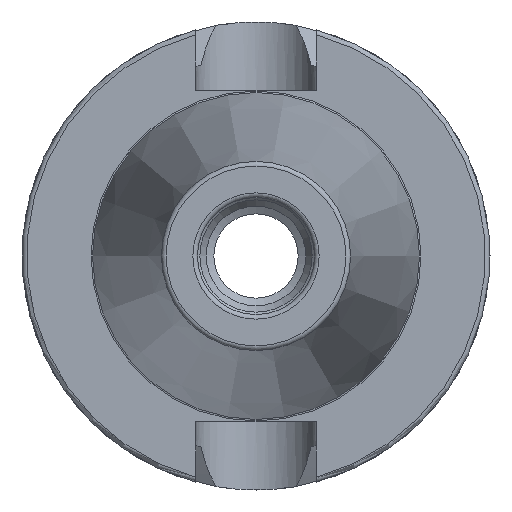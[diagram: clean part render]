
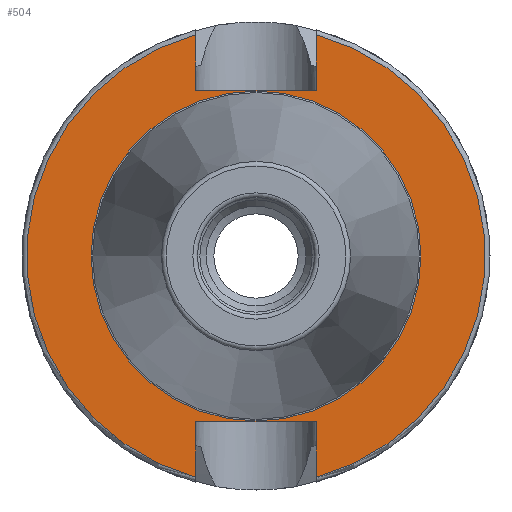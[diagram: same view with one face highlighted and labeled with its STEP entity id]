
A CAD part, left-side view. The second image highlights one B-rep face of the part: STEP entity #504.
In plain terms, the highlighted planar face has unit normal (-1, 0, 0).
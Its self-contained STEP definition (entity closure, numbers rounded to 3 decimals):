
#201=CARTESIAN_POINT('',(3.,-12.85,-47.285));
#202=VERTEX_POINT('',#201);
#218=CARTESIAN_POINT('',(3.,-12.85,-35.4));
#219=VERTEX_POINT('',#218);
#220=CARTESIAN_POINT('',(3.,-12.85,-35.4));
#221=DIRECTION('',(0.0,0.0,-1.0));
#222=VECTOR('',#221,11.885);
#223=LINE('',#220,#222);
#224=EDGE_CURVE('',#219,#202,#223,.T.);
#364=CARTESIAN_POINT('',(3.,12.85,-47.285));
#365=VERTEX_POINT('',#364);
#409=CARTESIAN_POINT('',(3.,12.85,-35.4));
#410=VERTEX_POINT('',#409);
#417=CARTESIAN_POINT('',(3.,12.85,-47.285));
#418=DIRECTION('',(0.0,0.0,1.0));
#419=VECTOR('',#418,11.885);
#420=LINE('',#417,#419);
#421=EDGE_CURVE('',#365,#410,#420,.T.);
#434=CARTESIAN_POINT('',(3.,12.85,-35.4));
#435=DIRECTION('',(0.0,-1.0,0.0));
#436=VECTOR('',#435,25.7);
#437=LINE('',#434,#436);
#438=EDGE_CURVE('',#410,#219,#437,.T.);
#443=CARTESIAN_POINT('',(3.,42.125,0.0));
#444=DIRECTION('',(-1.0,0.0,0.0));
#445=DIRECTION('',(0.0,0.0,1.0));
#446=AXIS2_PLACEMENT_3D('',#443,#444,#445);
#447=PLANE('',#446);
#448=ORIENTED_EDGE('',*,*,#421,.T.);
#449=ORIENTED_EDGE('',*,*,#438,.T.);
#450=ORIENTED_EDGE('',*,*,#224,.T.);
#451=CARTESIAN_POINT('',(3.,-12.85,47.285));
#452=VERTEX_POINT('',#451);
#453=CARTESIAN_POINT('',(3.,0.0,0.0));
#454=DIRECTION('',(1.0,0.0,0.0));
#455=DIRECTION('',(0.0,1.0,0.0));
#456=AXIS2_PLACEMENT_3D('',#453,#454,#455);
#457=CIRCLE('',#456,49.0);
#458=EDGE_CURVE('',#452,#202,#457,.T.);
#459=ORIENTED_EDGE('',*,*,#458,.F.);
#460=CARTESIAN_POINT('',(3.,-12.85,35.4));
#461=VERTEX_POINT('',#460);
#462=CARTESIAN_POINT('',(3.,-12.85,47.285));
#463=DIRECTION('',(0.0,0.0,-1.0));
#464=VECTOR('',#463,11.885);
#465=LINE('',#462,#464);
#466=EDGE_CURVE('',#452,#461,#465,.T.);
#467=ORIENTED_EDGE('',*,*,#466,.T.);
#468=CARTESIAN_POINT('',(3.,12.85,35.4));
#469=VERTEX_POINT('',#468);
#470=CARTESIAN_POINT('',(3.,-12.85,35.4));
#471=DIRECTION('',(0.0,1.0,0.0));
#472=VECTOR('',#471,25.7);
#473=LINE('',#470,#472);
#474=EDGE_CURVE('',#461,#469,#473,.T.);
#475=ORIENTED_EDGE('',*,*,#474,.T.);
#476=CARTESIAN_POINT('',(3.,12.85,47.285));
#477=VERTEX_POINT('',#476);
#478=CARTESIAN_POINT('',(3.,12.85,35.4));
#479=DIRECTION('',(0.0,0.0,1.0));
#480=VECTOR('',#479,11.885);
#481=LINE('',#478,#480);
#482=EDGE_CURVE('',#469,#477,#481,.T.);
#483=ORIENTED_EDGE('',*,*,#482,.T.);
#484=CARTESIAN_POINT('',(3.,0.0,0.0));
#485=DIRECTION('',(1.0,0.0,0.0));
#486=DIRECTION('',(0.0,1.0,0.0));
#487=AXIS2_PLACEMENT_3D('',#484,#485,#486);
#488=CIRCLE('',#487,49.0);
#489=EDGE_CURVE('',#365,#477,#488,.T.);
#490=ORIENTED_EDGE('',*,*,#489,.F.);
#491=EDGE_LOOP('',(#448,#449,#450,#459,#467,#475,#483,#490));
#492=FACE_OUTER_BOUND('',#491,.T.);
#493=CARTESIAN_POINT('',(3.,35.25,0.0));
#494=VERTEX_POINT('',#493);
#495=CARTESIAN_POINT('',(3.,0.0,0.0));
#496=DIRECTION('',(1.0,0.0,0.0));
#497=DIRECTION('',(0.0,1.0,0.0));
#498=AXIS2_PLACEMENT_3D('',#495,#496,#497);
#499=CIRCLE('',#498,35.25);
#500=EDGE_CURVE('',#494,#494,#499,.T.);
#501=ORIENTED_EDGE('',*,*,#500,.T.);
#502=EDGE_LOOP('',(#501));
#503=FACE_BOUND('',#502,.T.);
#504=ADVANCED_FACE('',(#492,#503),#447,.T.);
